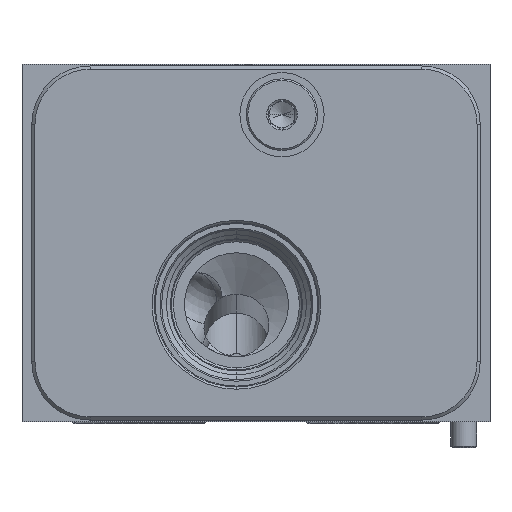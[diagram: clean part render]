
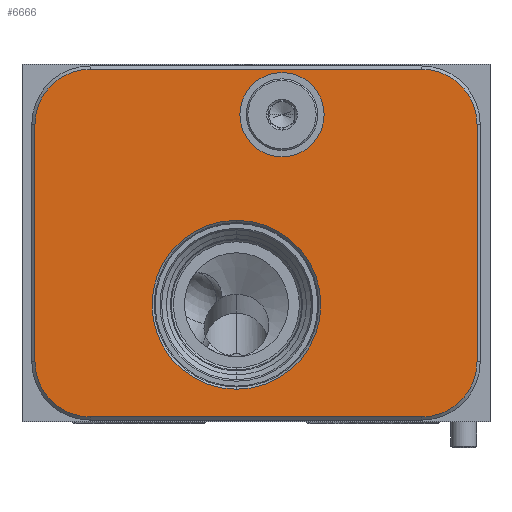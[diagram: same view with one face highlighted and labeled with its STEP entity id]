
A CAD part, front view. The second image highlights one B-rep face of the part: STEP entity #6666.
In plain terms, the highlighted planar face has unit normal (0, -1, 0).
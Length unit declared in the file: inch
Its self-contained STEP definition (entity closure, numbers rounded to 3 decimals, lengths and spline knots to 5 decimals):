
#2299=CARTESIAN_POINT('',(3.844,-7.312,2.859));
#2300=DIRECTION('',(0.,1.,0.));
#2301=DIRECTION('',(0.,0.,1.));
#2302=AXIS2_PLACEMENT_3D('',#2299,#2300,#2301);
#2313=CARTESIAN_POINT('',(2.062,-7.312,1.125));
#2314=DIRECTION('',(0.,1.,0.));
#2315=DIRECTION('',(0.,0.,-1.));
#2316=AXIS2_PLACEMENT_3D('',#2313,#2314,#2315);
#2318=CARTESIAN_POINT('',(2.062,-7.312,1.125));
#2319=DIRECTION('',(0.,1.,0.));
#2320=DIRECTION('',(0.,0.,1.));
#2321=AXIS2_PLACEMENT_3D('',#2318,#2319,#2320);
#2323=CARTESIAN_POINT('',(2.5,-7.312,2.953));
#2324=DIRECTION('',(0.,1.,0.));
#2325=DIRECTION('',(0.,0.,-1.));
#2326=AXIS2_PLACEMENT_3D('',#2323,#2324,#2325);
#2328=CARTESIAN_POINT('',(2.5,-7.312,2.953));
#2329=DIRECTION('',(0.,1.,0.));
#2330=DIRECTION('',(0.,0.,1.));
#2331=AXIS2_PLACEMENT_3D('',#2328,#2329,#2330);
#2714=DIRECTION('',(0.,0.,-1.));
#2715=VECTOR('',#2714,2.281);
#2716=CARTESIAN_POINT('',(4.375,-7.312,2.859));
#2717=LINE('',#2716,#2715);
#2734=CARTESIAN_POINT('',(3.844,-7.312,0.578));
#2735=DIRECTION('',(0.,1.,0.));
#2736=DIRECTION('',(1.,0.,0.));
#2737=AXIS2_PLACEMENT_3D('',#2734,#2735,#2736);
#2752=DIRECTION('',(-1.,0.,0.));
#2753=VECTOR('',#2752,3.188);
#2754=CARTESIAN_POINT('',(3.844,-7.312,0.047));
#2755=LINE('',#2754,#2753);
#2768=CARTESIAN_POINT('',(0.656,-7.312,0.578));
#2769=DIRECTION('',(0.,1.,0.));
#2770=DIRECTION('',(0.,0.,-1.));
#2771=AXIS2_PLACEMENT_3D('',#2768,#2769,#2770);
#2782=DIRECTION('',(0.,0.,1.));
#2783=VECTOR('',#2782,2.281);
#2784=CARTESIAN_POINT('',(0.125,-7.312,0.578));
#2785=LINE('',#2784,#2783);
#2802=CARTESIAN_POINT('',(0.656,-7.312,2.859));
#2803=DIRECTION('',(0.,1.,0.));
#2804=DIRECTION('',(-1.,0.,0.));
#2805=AXIS2_PLACEMENT_3D('',#2802,#2803,#2804);
#2816=DIRECTION('',(1.,0.,0.));
#2817=VECTOR('',#2816,3.188);
#2818=CARTESIAN_POINT('',(0.656,-7.312,3.39));
#2819=LINE('',#2818,#2817);
#4886=CARTESIAN_POINT('',(2.062,-7.312,
0.313));
#4887=CARTESIAN_POINT('',(2.062,-7.312,1.937));
#4888=VERTEX_POINT('',#4886);
#4889=VERTEX_POINT('',#4887);
#4942=CARTESIAN_POINT('',(2.5,-7.312,2.548));
#4943=CARTESIAN_POINT('',(2.5,-7.312,3.358));
#4944=VERTEX_POINT('',#4942);
#4945=VERTEX_POINT('',#4943);
#4983=CARTESIAN_POINT('',(3.844,-7.312,0.047));
#4984=CARTESIAN_POINT('',(0.656,-7.312,0.047));
#4985=VERTEX_POINT('',#4983);
#4986=VERTEX_POINT('',#4984);
#4991=CARTESIAN_POINT('',(0.125,-7.312,0.578));
#4992=VERTEX_POINT('',#4991);
#4995=CARTESIAN_POINT('',(0.125,-7.312,2.859));
#4996=VERTEX_POINT('',#4995);
#4999=CARTESIAN_POINT('',(0.656,-7.312,3.39));
#5000=VERTEX_POINT('',#4999);
#5003=CARTESIAN_POINT('',(3.844,-7.312,3.39));
#5004=VERTEX_POINT('',#5003);
#5007=CARTESIAN_POINT('',(4.375,-7.312,2.859));
#5008=VERTEX_POINT('',#5007);
#5011=CARTESIAN_POINT('',(4.375,-7.312,0.578));
#5012=VERTEX_POINT('',#5011);
#6632=CARTESIAN_POINT('',(0.,-7.312,0.));
#6633=DIRECTION('',(0.,-1.,0.));
#6634=DIRECTION('',(1.,0.,0.));
#6635=AXIS2_PLACEMENT_3D('',#6632,#6633,#6634);
#6636=PLANE('',#6635);
#6637=ORIENTED_EDGE('',*,*,#6622,.T.);
#6639=ORIENTED_EDGE('',*,*,#6638,.T.);
#6641=ORIENTED_EDGE('',*,*,#6640,.T.);
#6643=ORIENTED_EDGE('',*,*,#6642,.T.);
#6645=ORIENTED_EDGE('',*,*,#6644,.T.);
#6647=ORIENTED_EDGE('',*,*,#6646,.T.);
#6649=ORIENTED_EDGE('',*,*,#6648,.T.);
#6651=ORIENTED_EDGE('',*,*,#6650,.T.);
#6652=EDGE_LOOP('',(#6637,#6639,#6641,#6643,#6645,#6647,#6649,#6651));
#6653=FACE_OUTER_BOUND('',#6652,.F.);
#6655=ORIENTED_EDGE('',*,*,#6654,.F.);
#6657=ORIENTED_EDGE('',*,*,#6656,.F.);
#6658=EDGE_LOOP('',(#6655,#6657));
#6659=FACE_BOUND('',#6658,.F.);
#6661=ORIENTED_EDGE('',*,*,#6660,.F.);
#6663=ORIENTED_EDGE('',*,*,#6662,.F.);
#6664=EDGE_LOOP('',(#6661,#6663));
#6665=FACE_BOUND('',#6664,.F.);
#6666=ADVANCED_FACE('',(#6653,#6659,#6665),#6636,.T.);
#2303=CIRCLE('',#2302,0.531);
#2317=CIRCLE('',#2316,0.812);
#2322=CIRCLE('',#2321,0.812);
#2327=CIRCLE('',#2326,0.405);
#2332=CIRCLE('',#2331,0.405);
#2738=CIRCLE('',#2737,0.531);
#2772=CIRCLE('',#2771,0.531);
#2806=CIRCLE('',#2805,0.531);
#6622=EDGE_CURVE('',#5004,#5008,#2303,.T.);
#6638=EDGE_CURVE('',#5008,#5012,#2717,.T.);
#6640=EDGE_CURVE('',#5012,#4985,#2738,.T.);
#6642=EDGE_CURVE('',#4985,#4986,#2755,.T.);
#6644=EDGE_CURVE('',#4986,#4992,#2772,.T.);
#6646=EDGE_CURVE('',#4992,#4996,#2785,.T.);
#6648=EDGE_CURVE('',#4996,#5000,#2806,.T.);
#6650=EDGE_CURVE('',#5000,#5004,#2819,.T.);
#6654=EDGE_CURVE('',#4944,#4945,#2327,.T.);
#6656=EDGE_CURVE('',#4945,#4944,#2332,.T.);
#6660=EDGE_CURVE('',#4888,#4889,#2317,.T.);
#6662=EDGE_CURVE('',#4889,#4888,#2322,.T.);
